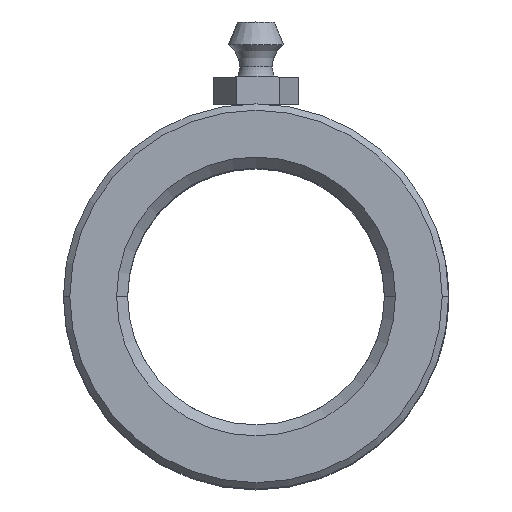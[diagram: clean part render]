
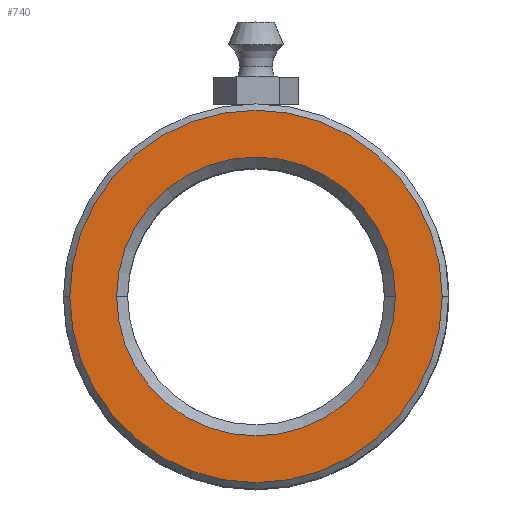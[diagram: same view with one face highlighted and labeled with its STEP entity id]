
A CAD part, top view. The second image highlights one B-rep face of the part: STEP entity #740.
In plain terms, the highlighted planar face has unit normal (0, 0, 1).
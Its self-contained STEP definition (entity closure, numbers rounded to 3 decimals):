
#60 = AXIS2_PLACEMENT_3D ( 'NONE', #4038, #5063, #3554 ) ;
#71 = DIRECTION ( 'NONE',  ( 1., 0., 0. ) ) ;
#111 = CARTESIAN_POINT ( 'NONE',  ( 0., 0., 60. ) ) ;
#221 = AXIS2_PLACEMENT_3D ( 'NONE', #799, #6531, #1811 ) ;
#547 = AXIS2_PLACEMENT_3D ( 'NONE', #3524, #1369, #5676 ) ;
#740 = ADVANCED_FACE ( 'NONE', ( #4196, #2642 ), #3558, .T. ) ;
#749 = ORIENTED_EDGE ( 'NONE', *, *, #3706, .T. ) ;
#799 = CARTESIAN_POINT ( 'NONE',  ( 0., 0., 60. ) ) ;
#1007 = EDGE_CURVE ( 'NONE', #4466, #2255, #6121, .T. ) ;
#1041 = CARTESIAN_POINT ( 'NONE',  ( 0., 0., 60. ) ) ;
#1101 = DIRECTION ( 'NONE',  ( 1., 0., 0. ) ) ;
#1324 = AXIS2_PLACEMENT_3D ( 'NONE', #111, #4349, #71 ) ;
#1369 = DIRECTION ( 'NONE',  ( 0., 0., 1. ) ) ;
#1811 = DIRECTION ( 'NONE',  ( 1., 0., 0. ) ) ;
#1896 = ORIENTED_EDGE ( 'NONE', *, *, #4537, .T. ) ;
#2255 = VERTEX_POINT ( 'NONE', #5677 ) ;
#2642 = FACE_BOUND ( 'NONE', #6677, .T. ) ;
#2744 = ORIENTED_EDGE ( 'NONE', *, *, #1007, .T. ) ;
#2977 = VERTEX_POINT ( 'NONE', #3212 ) ;
#3212 = CARTESIAN_POINT ( 'NONE',  ( 15.2, 0., 60. ) ) ;
#3401 = EDGE_CURVE ( 'NONE', #2255, #4466, #6113, .T. ) ;
#3524 = CARTESIAN_POINT ( 'NONE',  ( 0., 0., 60. ) ) ;
#3554 = DIRECTION ( 'NONE',  ( 1., 0., 0. ) ) ;
#3558 = PLANE ( 'NONE',  #221 ) ;
#3706 = EDGE_CURVE ( 'NONE', #2977, #4073, #3764, .T. ) ;
#3764 = CIRCLE ( 'NONE', #60, 15.2 ) ;
#4038 = CARTESIAN_POINT ( 'NONE',  ( 0., 0., 60. ) ) ;
#4073 = VERTEX_POINT ( 'NONE', #6595 ) ;
#4196 = FACE_OUTER_BOUND ( 'NONE', #5131, .T. ) ;
#4240 = ORIENTED_EDGE ( 'NONE', *, *, #3401, .T. ) ;
#4349 = DIRECTION ( 'NONE',  ( 0., 0., -1. ) ) ;
#4354 = CARTESIAN_POINT ( 'NONE',  ( -20.3, 0., 60. ) ) ;
#4466 = VERTEX_POINT ( 'NONE', #4354 ) ;
#4537 = EDGE_CURVE ( 'NONE', #4073, #2977, #5731, .T. ) ;
#5063 = DIRECTION ( 'NONE',  ( 0., 0., -1. ) ) ;
#5131 = EDGE_LOOP ( 'NONE', ( #2744, #4240 ) ) ;
#5209 = AXIS2_PLACEMENT_3D ( 'NONE', #1041, #6816, #1101 ) ;
#5676 = DIRECTION ( 'NONE',  ( 1., 0., 0. ) ) ;
#5677 = CARTESIAN_POINT ( 'NONE',  ( 20.3, 0., 60. ) ) ;
#5731 = CIRCLE ( 'NONE', #1324, 15.2 ) ;
#6113 = CIRCLE ( 'NONE', #547, 20.3 ) ;
#6121 = CIRCLE ( 'NONE', #5209, 20.3 ) ;
#6531 = DIRECTION ( 'NONE',  ( 0., 0., 1. ) ) ;
#6595 = CARTESIAN_POINT ( 'NONE',  ( -15.2, 0., 60. ) ) ;
#6677 = EDGE_LOOP ( 'NONE', ( #749, #1896 ) ) ;
#6816 = DIRECTION ( 'NONE',  ( 0., 0., 1. ) ) ;
